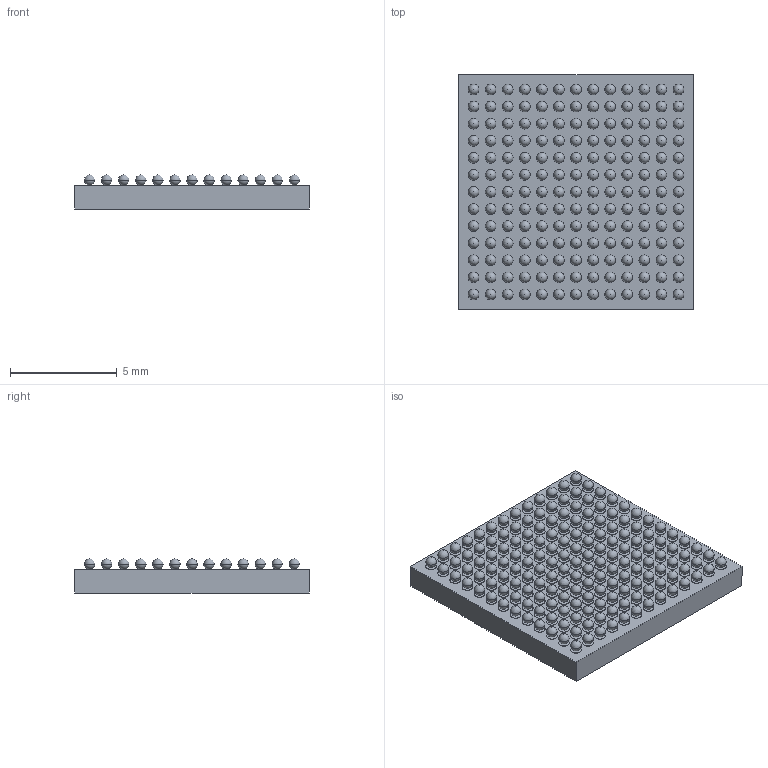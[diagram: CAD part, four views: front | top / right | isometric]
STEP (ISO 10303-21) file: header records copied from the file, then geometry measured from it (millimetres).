
FILE_DESCRIPTION (( 'STEP AP214' ), '1' );
FILE_NAME ('User Library-max_10.STEP', '2017-08-15T07:21:52', ( 'Windows User' ), ( '' ), 'SwSTEP 2.0', 'SolidWorks 2017', '' );
FILE_SCHEMA (( 'AUTOMOTIVE_DESIGN' ));
Length unit declared in the file: millimetre
Products named in the file (1): User Library-max_10
Bounding box: 11 x 11 x 1.6 mm (x, y, z)
Volume: 143.7 mm3; surface area: 421.3 mm2
Topology: 170 solids, 170 shells, 987 faces, 2564 edges, 1765 vertices
Faces by surface type: cylinder 340, sphere 338, plane 293, bspline 14, torus 2
Entity records: 37875 total; most frequent: CARTESIAN_POINT 5003, DIRECTION 4661, ORIENTED_EDGE 3438, AXIS2_PLACEMENT_3D 1996, EDGE_CURVE 1719, VERTEX_POINT 1258, EDGE_LOOP 1173, UNCERTAINTY_MEASURE_WITH_UNIT 1159
